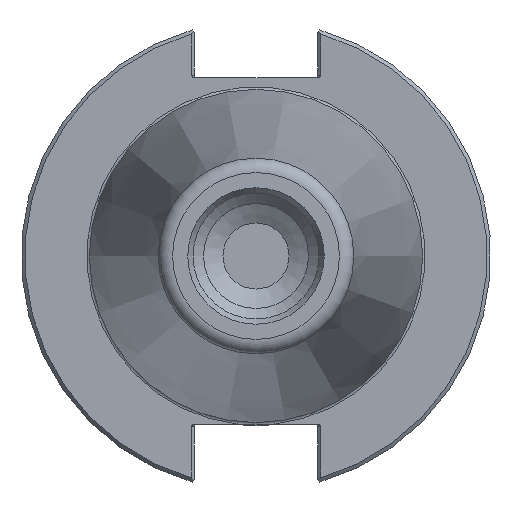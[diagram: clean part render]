
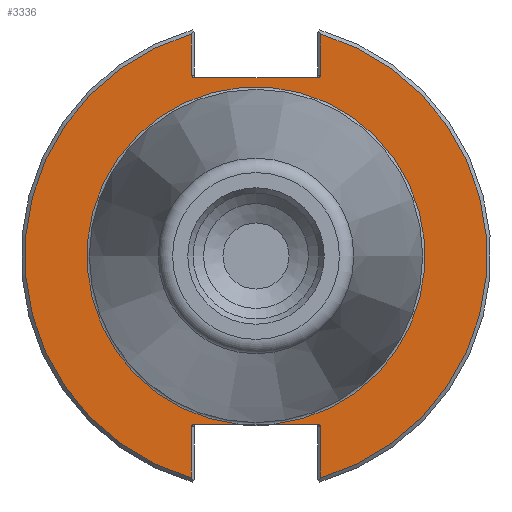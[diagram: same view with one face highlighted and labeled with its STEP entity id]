
A CAD part, left-side view. The second image highlights one B-rep face of the part: STEP entity #3336.
In plain terms, the highlighted planar face has unit normal (-1, 0, 0).
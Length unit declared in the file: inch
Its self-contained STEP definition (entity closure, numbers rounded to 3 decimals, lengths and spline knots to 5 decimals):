
#50=ELLIPSE('',#3730,0.02828,0.02);
#54=ELLIPSE('',#3739,0.02828,0.02);
#55=ELLIPSE('',#3743,0.02828,0.02);
#59=ELLIPSE('',#3752,0.02828,0.02);
#252=PLANE('',#3765);
#392=FACE_OUTER_BOUND('',#590,.T.);
#590=EDGE_LOOP('',(#2606,#2607,#2608,#2609,#2610,#2611,#2612,#2613,#2614,
#2615,#2616,#2617,#2618,#2619));
#783=CIRCLE('',#3761,1.395);
#787=CIRCLE('',#3766,1.9075);
#788=CIRCLE('',#3767,1.9075);
#947=LINE('',#6460,#1173);
#955=LINE('',#6492,#1181);
#963=LINE('',#6523,#1189);
#971=LINE('',#6555,#1197);
#973=LINE('',#6585,#1199);
#974=LINE('',#6587,#1200);
#975=LINE('',#6589,#1201);
#1173=VECTOR('',#4351,0.3937);
#1181=VECTOR('',#4377,0.3937);
#1189=VECTOR('',#4401,0.3937);
#1197=VECTOR('',#4427,0.3937);
#1199=VECTOR('',#4443,0.3937);
#1200=VECTOR('',#4446,0.3937);
#1201=VECTOR('',#4449,0.3937);
#1470=VERTEX_POINT('',#6445);
#1471=VERTEX_POINT('',#6447);
#1474=VERTEX_POINT('',#6459);
#1479=VERTEX_POINT('',#6477);
#1480=VERTEX_POINT('',#6479);
#1483=VERTEX_POINT('',#6491);
#1485=VERTEX_POINT('',#6499);
#1486=VERTEX_POINT('',#6500);
#1492=VERTEX_POINT('',#6519);
#1495=VERTEX_POINT('',#6533);
#1496=VERTEX_POINT('',#6535);
#1501=VERTEX_POINT('',#6551);
#1503=VERTEX_POINT('',#6563);
#1505=VERTEX_POINT('',#6571);
#1856=EDGE_CURVE('',#1470,#1471,#50,.T.);
#1861=EDGE_CURVE('',#1471,#1474,#947,.T.);
#1870=EDGE_CURVE('',#1479,#1480,#54,.T.);
#1875=EDGE_CURVE('',#1480,#1483,#955,.T.);
#1878=EDGE_CURVE('',#1485,#1486,#55,.T.);
#1889=EDGE_CURVE('',#1492,#1485,#963,.T.);
#1894=EDGE_CURVE('',#1495,#1496,#59,.T.);
#1903=EDGE_CURVE('',#1501,#1495,#971,.T.);
#1907=EDGE_CURVE('',#1503,#1505,#783,.T.);
#1912=EDGE_CURVE('',#1486,#1503,#973,.T.);
#1913=EDGE_CURVE('',#1474,#1492,#787,.T.);
#1914=EDGE_CURVE('',#1496,#1470,#974,.T.);
#1915=EDGE_CURVE('',#1483,#1501,#788,.T.);
#1916=EDGE_CURVE('',#1505,#1479,#975,.T.);
#2606=ORIENTED_EDGE('',*,*,#1907,.F.);
#2607=ORIENTED_EDGE('',*,*,#1912,.F.);
#2608=ORIENTED_EDGE('',*,*,#1878,.F.);
#2609=ORIENTED_EDGE('',*,*,#1889,.F.);
#2610=ORIENTED_EDGE('',*,*,#1913,.F.);
#2611=ORIENTED_EDGE('',*,*,#1861,.F.);
#2612=ORIENTED_EDGE('',*,*,#1856,.F.);
#2613=ORIENTED_EDGE('',*,*,#1914,.F.);
#2614=ORIENTED_EDGE('',*,*,#1894,.F.);
#2615=ORIENTED_EDGE('',*,*,#1903,.F.);
#2616=ORIENTED_EDGE('',*,*,#1915,.F.);
#2617=ORIENTED_EDGE('',*,*,#1875,.F.);
#2618=ORIENTED_EDGE('',*,*,#1870,.F.);
#2619=ORIENTED_EDGE('',*,*,#1916,.F.);
#3336=ADVANCED_FACE('',(#392),#252,.T.);
#3730=AXIS2_PLACEMENT_3D('',#6448,#4342,#4343);
#3739=AXIS2_PLACEMENT_3D('',#6480,#4368,#4369);
#3743=AXIS2_PLACEMENT_3D('',#6501,#4381,#4382);
#3752=AXIS2_PLACEMENT_3D('',#6536,#4409,#4410);
#3761=AXIS2_PLACEMENT_3D('',#6572,#4433,#4434);
#3765=AXIS2_PLACEMENT_3D('',#6584,#4441,#4442);
#3766=AXIS2_PLACEMENT_3D('',#6586,#4444,#4445);
#3767=AXIS2_PLACEMENT_3D('',#6588,#4447,#4448);
#4342=DIRECTION('center_axis',(-1.,0.,0.));
#4343=DIRECTION('ref_axis',(0.,-1.,0.));
#4351=DIRECTION('',(0.,0.,1.));
#4368=DIRECTION('center_axis',(-1.,0.,0.));
#4369=DIRECTION('ref_axis',(0.,1.,0.));
#4377=DIRECTION('',(0.,0.,-1.));
#4381=DIRECTION('center_axis',(-1.,0.,0.));
#4382=DIRECTION('ref_axis',(0.,-1.,0.));
#4401=DIRECTION('',(0.,0.,1.));
#4409=DIRECTION('center_axis',(-1.,0.,0.));
#4410=DIRECTION('ref_axis',(0.,1.,0.));
#4427=DIRECTION('',(0.,0.,-1.));
#4433=DIRECTION('center_axis',(-1.,0.,0.));
#4434=DIRECTION('ref_axis',(0.,-1.,0.));
#4441=DIRECTION('center_axis',(-1.,0.,0.));
#4442=DIRECTION('ref_axis',(0.,0.,1.));
#4443=DIRECTION('',(0.,1.,0.));
#4444=DIRECTION('center_axis',(1.,0.,0.));
#4445=DIRECTION('ref_axis',(0.,-1.,0.));
#4446=DIRECTION('',(0.,-1.,0.));
#4447=DIRECTION('center_axis',(1.,0.,0.));
#4448=DIRECTION('ref_axis',(0.,1.,0.));
#4449=DIRECTION('',(0.,1.,0.));
#6445=CARTESIAN_POINT('',(0.125,-0.50422,1.472));
#6447=CARTESIAN_POINT('',(0.125,-0.5325,1.492));
#6448=CARTESIAN_POINT('Origin',(0.125,-0.50422,1.492));
#6459=CARTESIAN_POINT('',(0.125,-0.5325,1.83167));
#6460=CARTESIAN_POINT('',(0.125,-0.5325,0.736));
#6477=CARTESIAN_POINT('',(0.125,0.50422,-1.388));
#6479=CARTESIAN_POINT('',(0.125,0.5325,-1.408));
#6480=CARTESIAN_POINT('Origin',(0.125,0.50422,-1.408));
#6491=CARTESIAN_POINT('',(0.125,0.5325,-1.83167));
#6492=CARTESIAN_POINT('',(0.125,0.5325,-0.694));
#6499=CARTESIAN_POINT('',(0.125,-0.5325,-1.408));
#6500=CARTESIAN_POINT('',(0.125,-0.50422,-1.388));
#6501=CARTESIAN_POINT('Origin',(0.125,-0.50422,-1.408));
#6519=CARTESIAN_POINT('',(0.125,-0.5325,-1.83167));
#6523=CARTESIAN_POINT('',(0.125,-0.5325,-0.694));
#6533=CARTESIAN_POINT('',(0.125,0.5325,1.492));
#6535=CARTESIAN_POINT('',(0.125,0.50422,1.472));
#6536=CARTESIAN_POINT('Origin',(0.125,0.50422,1.492));
#6551=CARTESIAN_POINT('',(0.125,0.5325,1.83167));
#6555=CARTESIAN_POINT('',(0.125,0.5325,0.736));
#6563=CARTESIAN_POINT('',(0.125,-0.13957,-1.388));
#6571=CARTESIAN_POINT('',(0.125,0.13957,-1.388));
#6572=CARTESIAN_POINT('Origin',(0.125,0.,0.));
#6584=CARTESIAN_POINT('Origin',(0.125,1.65625,0.));
#6585=CARTESIAN_POINT('',(0.125,0.82813,-1.388));
#6586=CARTESIAN_POINT('Origin',(0.125,0.,0.));
#6587=CARTESIAN_POINT('',(0.125,0.82813,1.472));
#6588=CARTESIAN_POINT('Origin',(0.125,0.,0.));
#6589=CARTESIAN_POINT('',(0.125,0.82813,-1.388));
